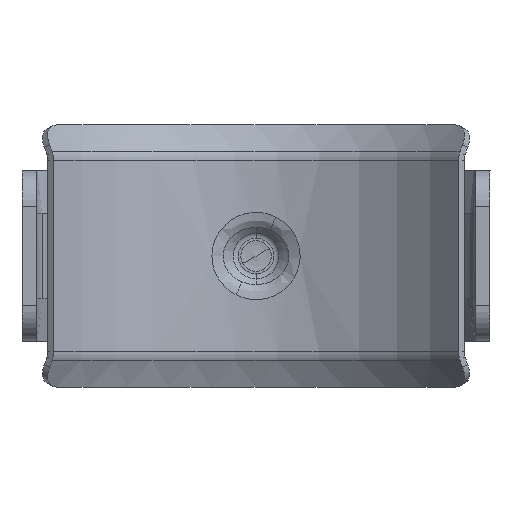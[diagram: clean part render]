
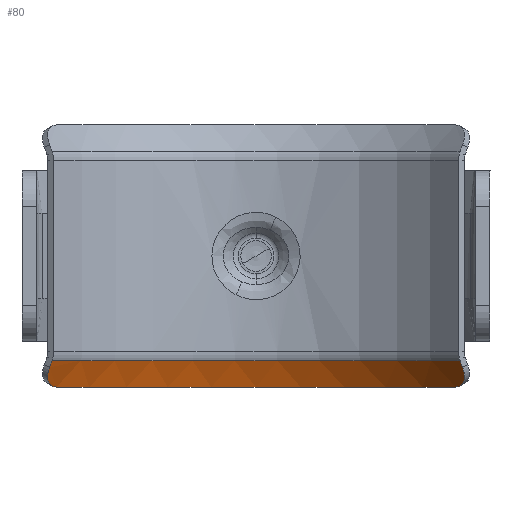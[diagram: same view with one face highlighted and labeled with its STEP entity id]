
A CAD part, front view. The second image highlights one B-rep face of the part: STEP entity #80.
In plain terms, the highlighted conical face has half-angle 25 degrees and reference radius 36.281 mm.
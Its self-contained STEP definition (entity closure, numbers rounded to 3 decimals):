
#80 = ADVANCED_FACE ( 'NONE', ( #5328 ), #5898, .F. ) ;
#153 = CARTESIAN_POINT ( 'NONE',  ( -29.069, -19.741, -18.153 ) ) ;
#240 = CARTESIAN_POINT ( 'NONE',  ( 29.141, -21.639, -15.734 ) ) ;
#302 = EDGE_CURVE ( 'NONE', #6070, #2202, #3116, .T. ) ;
#459 = CARTESIAN_POINT ( 'NONE',  ( 24.256, -25.387, -2.53 ) ) ;
#526 = CARTESIAN_POINT ( 'NONE',  ( -24.256, -25.387, -2.53 ) ) ;
#654 = CARTESIAN_POINT ( 'NONE',  ( -28.674, -19.093, -18.412 ) ) ;
#842 = DIRECTION ( 'NONE',  ( 0.335, 0.257, -0.906 ) ) ;
#1005 = ORIENTED_EDGE ( 'NONE', *, *, #1296, .T. ) ;
#1029 = VERTEX_POINT ( 'NONE', #3409 ) ;
#1105 = LINE ( 'NONE', #459, #3777 ) ;
#1211 = CARTESIAN_POINT ( 'NONE',  ( -28.31, -18.619, -18.5 ) ) ;
#1281 = EDGE_CURVE ( 'NONE', #4157, #2202, #1105, .T. ) ;
#1296 = EDGE_CURVE ( 'NONE', #4943, #5047, #2377, .T. ) ;
#1366 = ORIENTED_EDGE ( 'NONE', *, *, #3235, .F. ) ;
#1505 = ORIENTED_EDGE ( 'NONE', *, *, #3039, .T. ) ;
#1566 = DIRECTION ( 'NONE',  ( -1., 0., 0. ) ) ;
#1611 = EDGE_LOOP ( 'NONE', ( #1005, #2094, #1366, #1838, #1922, #1505 ) ) ;
#1683 = DIRECTION ( 'NONE',  ( 0., 0., -1. ) ) ;
#1685 = CARTESIAN_POINT ( 'NONE',  ( -29.209, -21.587, -15.918 ) ) ;
#1706 = CARTESIAN_POINT ( 'NONE',  ( -29.346, -21.356, -16.453 ) ) ;
#1838 = ORIENTED_EDGE ( 'NONE', *, *, #302, .T. ) ;
#1922 = ORIENTED_EDGE ( 'NONE', *, *, #1281, .F. ) ;
#1978 = CIRCLE ( 'NONE', #3461, 36.281 ) ;
#2094 = ORIENTED_EDGE ( 'NONE', *, *, #2952, .T. ) ;
#2202 = VERTEX_POINT ( 'NONE', #240 ) ;
#2271 = CARTESIAN_POINT ( 'NONE',  ( -29.402, -21.039, -16.965 ) ) ;
#2363 = CARTESIAN_POINT ( 'NONE',  ( 0., -44., -14.768 ) ) ;
#2377 = LINE ( 'NONE', #526, #5035 ) ;
#2599 = CARTESIAN_POINT ( 'NONE',  ( 0., -44., -18.5 ) ) ;
#2780 = CARTESIAN_POINT ( 'NONE',  ( -29.373, -20.654, -17.425 ) ) ;
#2885 = DIRECTION ( 'NONE',  ( 1., 0., 0. ) ) ;
#2887 = CIRCLE ( 'NONE', #2984, 38.021 ) ;
#2952 = EDGE_CURVE ( 'NONE', #5047, #1029, #4176, .T. ) ;
#2984 = AXIS2_PLACEMENT_3D ( 'NONE', #2599, #5896, #3132 ) ;
#3037 = CARTESIAN_POINT ( 'NONE',  ( -28.784, -21.913, -14.768 ) ) ;
#3039 = EDGE_CURVE ( 'NONE', #4157, #4943, #1978, .T. ) ;
#3116 = B_SPLINE_CURVE_WITH_KNOTS ( 'NONE', 3,
 ( #4806, #4779, #4802, #4820, #4827, #4870, #4893, #4900, #4922, #5008, #5029, #5051, #5067, #5080, #5092, #5120 ),
 .UNSPECIFIED., .F., .F.,
 ( 4, 2, 2, 2, 2, 2, 2, 4 ),
 ( 0., 0.001, 0.001, 0.002, 0.002, 0.004, 0.004, 0.005 ),
 .UNSPECIFIED. ) ;
#3132 = DIRECTION ( 'NONE',  ( 1., 0., 0. ) ) ;
#3235 = EDGE_CURVE ( 'NONE', #6070, #1029, #2887, .T. ) ;
#3255 = DIRECTION ( 'NONE',  ( -0.335, 0.257, -0.906 ) ) ;
#3333 = CARTESIAN_POINT ( 'NONE',  ( -29.213, -20.067, -17.948 ) ) ;
#3409 = CARTESIAN_POINT ( 'NONE',  ( -28.174, -18.469, -18.5 ) ) ;
#3421 = AXIS2_PLACEMENT_3D ( 'NONE', #4320, #1683, #1566 ) ;
#3461 = AXIS2_PLACEMENT_3D ( 'NONE', #2363, #5704, #2885 ) ;
#3777 = VECTOR ( 'NONE', #842, 1000. ) ;
#3851 = CARTESIAN_POINT ( 'NONE',  ( -28.782, -19.256, -18.359 ) ) ;
#4157 = VERTEX_POINT ( 'NONE', #4999 ) ;
#4176 = B_SPLINE_CURVE_WITH_KNOTS ( 'NONE', 3,
 ( #4302, #1685, #4786, #1706, #5206, #2271, #5617, #2780, #6056, #3333, #153, #3851, #654, #4325, #1211, #4809 ),
 .UNSPECIFIED., .F., .F.,
 ( 4, 2, 2, 2, 2, 2, 2, 4 ),
 ( 0., 0.001, 0.001, 0.002, 0.002, 0.004, 0.004, 0.005 ),
 .UNSPECIFIED. ) ;
#4302 = CARTESIAN_POINT ( 'NONE',  ( -29.141, -21.639, -15.734 ) ) ;
#4320 = CARTESIAN_POINT ( 'NONE',  ( 0., -44., -14.768 ) ) ;
#4325 = CARTESIAN_POINT ( 'NONE',  ( -28.437, -18.774, -18.482 ) ) ;
#4576 = CARTESIAN_POINT ( 'NONE',  ( -29.141, -21.639, -15.734 ) ) ;
#4779 = CARTESIAN_POINT ( 'NONE',  ( 28.31, -18.619, -18.5 ) ) ;
#4786 = CARTESIAN_POINT ( 'NONE',  ( -29.264, -21.52, -16.098 ) ) ;
#4802 = CARTESIAN_POINT ( 'NONE',  ( 28.437, -18.773, -18.482 ) ) ;
#4806 = CARTESIAN_POINT ( 'NONE',  ( 28.174, -18.469, -18.5 ) ) ;
#4809 = CARTESIAN_POINT ( 'NONE',  ( -28.174, -18.469, -18.5 ) ) ;
#4820 = CARTESIAN_POINT ( 'NONE',  ( 28.671, -19.089, -18.413 ) ) ;
#4827 = CARTESIAN_POINT ( 'NONE',  ( 28.78, -19.253, -18.36 ) ) ;
#4870 = CARTESIAN_POINT ( 'NONE',  ( 28.973, -19.578, -18.223 ) ) ;
#4893 = CARTESIAN_POINT ( 'NONE',  ( 29.056, -19.739, -18.138 ) ) ;
#4900 = CARTESIAN_POINT ( 'NONE',  ( 29.198, -20.056, -17.939 ) ) ;
#4922 = CARTESIAN_POINT ( 'NONE',  ( 29.256, -20.213, -17.822 ) ) ;
#4943 = VERTEX_POINT ( 'NONE', #3037 ) ;
#4999 = CARTESIAN_POINT ( 'NONE',  ( 28.784, -21.913, -14.768 ) ) ;
#5008 = CARTESIAN_POINT ( 'NONE',  ( 29.386, -20.658, -17.441 ) ) ;
#5029 = CARTESIAN_POINT ( 'NONE',  ( 29.416, -20.929, -17.133 ) ) ;
#5035 = VECTOR ( 'NONE', #3255, 1000. ) ;
#5047 = VERTEX_POINT ( 'NONE', #4576 ) ;
#5051 = CARTESIAN_POINT ( 'NONE',  ( 29.375, -21.256, -16.633 ) ) ;
#5067 = CARTESIAN_POINT ( 'NONE',  ( 29.347, -21.354, -16.457 ) ) ;
#5080 = CARTESIAN_POINT ( 'NONE',  ( 29.264, -21.519, -16.099 ) ) ;
#5092 = CARTESIAN_POINT ( 'NONE',  ( 29.209, -21.587, -15.918 ) ) ;
#5120 = CARTESIAN_POINT ( 'NONE',  ( 29.141, -21.639, -15.734 ) ) ;
#5206 = CARTESIAN_POINT ( 'NONE',  ( -29.375, -21.258, -16.63 ) ) ;
#5328 = FACE_OUTER_BOUND ( 'NONE', #1611, .T. ) ;
#5497 = CARTESIAN_POINT ( 'NONE',  ( 28.174, -18.469, -18.5 ) ) ;
#5617 = CARTESIAN_POINT ( 'NONE',  ( -29.402, -20.918, -17.124 ) ) ;
#5704 = DIRECTION ( 'NONE',  ( 0., 0., 1. ) ) ;
#5896 = DIRECTION ( 'NONE',  ( 0., 0., 1. ) ) ;
#5898 = CONICAL_SURFACE ( 'NONE', #3421, 36.281, 0.436 ) ;
#6056 = CARTESIAN_POINT ( 'NONE',  ( -29.343, -20.511, -17.567 ) ) ;
#6070 = VERTEX_POINT ( 'NONE', #5497 ) ;
